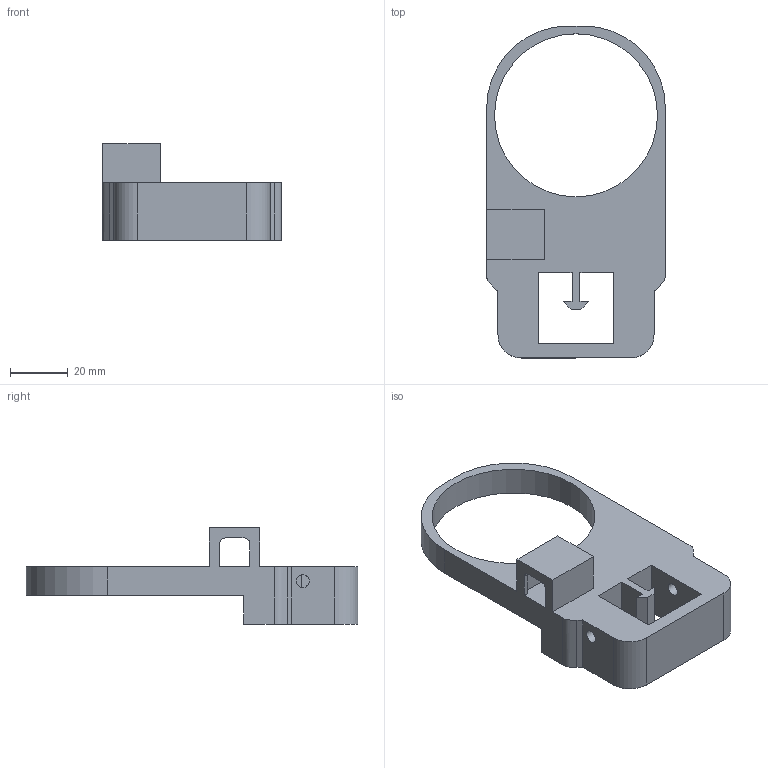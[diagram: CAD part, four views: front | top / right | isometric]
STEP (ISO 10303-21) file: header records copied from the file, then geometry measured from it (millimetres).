
FILE_DESCRIPTION(/* description */ (''),/* implementation_level */ '2;1');
FILE_NAME(/* name */ 'Illumination_PCB_Holder v4.step',/* time_stamp */ '2024-05-28T21:30:50+01:00',/* author */ (''),/* organization */ (''),/* preprocessor_version */ 'ST-DEVELOPER v20',/* originating_system */ 'Autodesk Translation Framework v12.20.1.177',/* authorisation */ '');
FILE_SCHEMA (('AUTOMOTIVE_DESIGN { 1 0 10303 214 3 1 1 }'));
Length unit declared in the file: millimetre
Products named in the file (1): Illumination_PCB_Holder
Bounding box: 61.9 x 115.02 x 33.5 mm (x, y, z)
Volume: 51829.1 mm3; surface area: 18822.7 mm2
Topology: 1 solids, 1 shells, 64 faces, 177 edges, 118 vertices
Faces by surface type: plane 51, cylinder 11, bspline 2
Full cylindrical faces by diameter (mm): 4.4 x4, 56.5 x1
Entity records: 2098 total; most frequent: CARTESIAN_POINT 414, ORIENTED_EDGE 354, DIRECTION 317, EDGE_CURVE 177, LINE 147, VECTOR 147, VERTEX_POINT 118, AXIS2_PLACEMENT_3D 85
